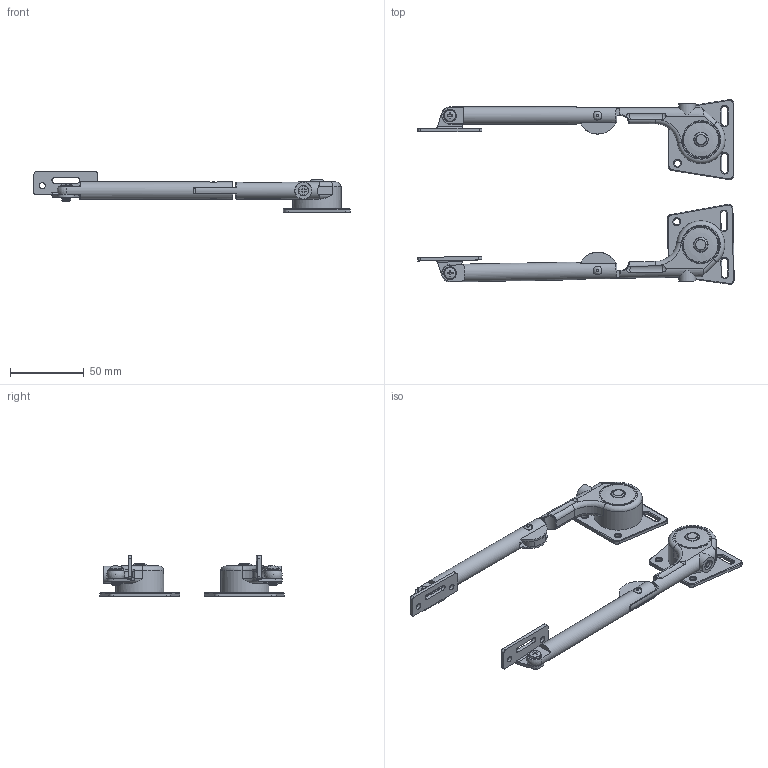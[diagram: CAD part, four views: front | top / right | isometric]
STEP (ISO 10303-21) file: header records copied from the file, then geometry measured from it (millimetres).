
FILE_DESCRIPTION(/* description */ (''),/* implementation_level */ '2;1');
FILE_NAME(/* name */ 'SY-3035.stp',/* time_stamp */ '2023-08-09T14:21:32+09:00',/* author */ ('user'),/* organization */ (''),/* preprocessor_version */ 'ST-DEVELOPER v15.6',/* originating_system */ 'Autodesk Inventor 2015',/* authorisation */ '');
FILE_SCHEMA (('AUTOMOTIVE_DESIGN { 1 0 10303 214 3 1 1 }'));
Length unit declared in the file: millimetre
Products named in the file (23): 구성요소1(미러); 구성요소2(미러); 구성요소7(미러); 구성요소3(미러); 구성요소5(미러); 구성요소6(미러); 구성요소4(미러); 구성요소8(미러); 구성요소10(미러); 구성요소11(미러); SY-3035L; 구성요소1; 구성요소2; 구성요소3; 구성요소5; 구성요소6; 구성요소4; 구성요소8; 구성요소10; 구성요소11; SY-3035R; SY-3035
Bounding box: 214.5 x 125.19 x 27.72 mm (x, y, z)
Volume: 72996.9 mm3; surface area: 57612.1 mm2
Topology: 27 solids, 27 shells, 843 faces, 2554 edges, 1797 vertices
Faces by surface type: plane 348, cylinder 329, bspline 82, torus 68, cone 10, sphere 6
Full cylindrical faces by diameter (mm): 1.5 x2, 3 x4, 4 x2, 4.2 x8, 4.6 x8, 4.8 x8, 6 x10, 6.6 x1, 7 x4, 8 x2, 9 x4, 11.5 x2, 12 x2, 14 x2, 15 x2, 24 x2, 28 x2, 29 x4, 30 x2, 32.5 x2
Entity records: 86079 total; most frequent: CARTESIAN_POINT 63745, ORIENTED_EDGE 4846, DIRECTION 4066, EDGE_CURVE 2423, VERTEX_POINT 1769, AXIS2_PLACEMENT_3D 1596, EDGE_LOOP 1066, LINE 874
